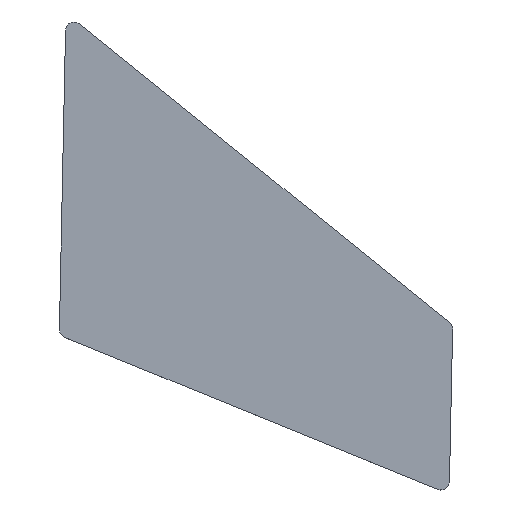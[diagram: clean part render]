
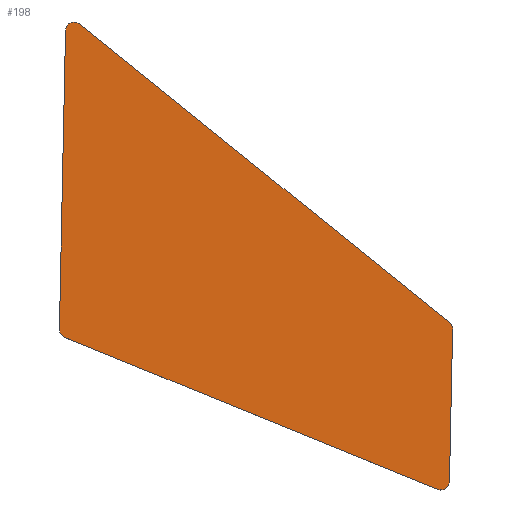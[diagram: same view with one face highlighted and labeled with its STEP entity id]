
A CAD part, top view. The second image highlights one B-rep face of the part: STEP entity #198.
In plain terms, the highlighted planar face has unit normal (0, 0, 1).
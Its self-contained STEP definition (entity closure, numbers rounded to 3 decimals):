
#4 = CIRCLE ( 'NONE', #280, 4. ) ;
#17 = VERTEX_POINT ( 'NONE', #119 ) ;
#22 = VECTOR ( 'NONE', #394, 1000. ) ;
#24 = EDGE_CURVE ( 'NONE', #186, #61, #154, .T. ) ;
#29 = DIRECTION ( 'NONE',  ( 0., 0., 1. ) ) ;
#37 = CIRCLE ( 'NONE', #355, 4. ) ;
#40 = EDGE_CURVE ( 'NONE', #228, #188, #60, .T. ) ;
#45 = DIRECTION ( 'NONE',  ( 0., 0., 1. ) ) ;
#60 = LINE ( 'NONE', #322, #156 ) ;
#61 = VERTEX_POINT ( 'NONE', #352 ) ;
#63 = CARTESIAN_POINT ( 'NONE',  ( -3.069, -150., 3. ) ) ;
#66 = ORIENTED_EDGE ( 'NONE', *, *, #158, .T. ) ;
#69 = DIRECTION ( 'NONE',  ( 0., 0., 1. ) ) ;
#70 = CARTESIAN_POINT ( 'NONE',  ( 180.026, -147.265, 3. ) ) ;
#85 = CARTESIAN_POINT ( 'NONE',  ( 6.344, -5.12, 3. ) ) ;
#91 = CARTESIAN_POINT ( 'NONE',  ( 174.576, -218.099, 3. ) ) ;
#106 = CARTESIAN_POINT ( 'NONE',  ( -0.523, -151.038, 3. ) ) ;
#112 = EDGE_CURVE ( 'NONE', #188, #267, #37, .T. ) ;
#119 = CARTESIAN_POINT ( 'NONE',  ( -0.167, -8.151, 3. ) ) ;
#123 = VERTEX_POINT ( 'NONE', #303 ) ;
#127 = CARTESIAN_POINT ( 'NONE',  ( 178.575, -218.18, 3. ) ) ;
#129 = AXIS2_PLACEMENT_3D ( 'NONE', #333, #69, #238 ) ;
#137 = DIRECTION ( 'NONE',  ( 0., 0., -1. ) ) ;
#153 = ORIENTED_EDGE ( 'NONE', *, *, #24, .T. ) ;
#154 = LINE ( 'NONE', #63, #230 ) ;
#156 = VECTOR ( 'NONE', #316, 1000. ) ;
#158 = EDGE_CURVE ( 'NONE', #123, #186, #218, .T. ) ;
#160 = DIRECTION ( 'NONE',  ( -0.778, 0.628, 0. ) ) ;
#165 = CIRCLE ( 'NONE', #382, 4. ) ;
#170 = ORIENTED_EDGE ( 'NONE', *, *, #278, .T. ) ;
#171 = PLANE ( 'NONE',  #253 ) ;
#173 = AXIS2_PLACEMENT_3D ( 'NONE', #266, #234, #363 ) ;
#179 = CARTESIAN_POINT ( 'NONE',  ( 178.538, -144.07, 3. ) ) ;
#186 = VERTEX_POINT ( 'NONE', #106 ) ;
#188 = VERTEX_POINT ( 'NONE', #70 ) ;
#194 = CARTESIAN_POINT ( 'NONE',  ( 0., 0., 3. ) ) ;
#197 = FACE_OUTER_BOUND ( 'NONE', #297, .T. ) ;
#198 = ADVANCED_FACE ( 'NONE', ( #197 ), #171, .F. ) ;
#204 = DIRECTION ( 'NONE',  ( -1., 0., 0. ) ) ;
#216 = DIRECTION ( 'NONE',  ( -1., 0., 0. ) ) ;
#218 = CIRCLE ( 'NONE', #173, 4. ) ;
#221 = DIRECTION ( 'NONE',  ( 0., 0., 1. ) ) ;
#222 = DIRECTION ( 'NONE',  ( 0.926, -0.377, 0. ) ) ;
#228 = VERTEX_POINT ( 'NONE', #127 ) ;
#230 = VECTOR ( 'NONE', #222, 1000. ) ;
#234 = DIRECTION ( 'NONE',  ( 0., 0., 1. ) ) ;
#238 = DIRECTION ( 'NONE',  ( -1., 0., 0. ) ) ;
#253 = AXIS2_PLACEMENT_3D ( 'NONE', #194, #137, #273 ) ;
#266 = CARTESIAN_POINT ( 'NONE',  ( 0.987, -147.334, 3. ) ) ;
#267 = VERTEX_POINT ( 'NONE', #179 ) ;
#273 = DIRECTION ( 'NONE',  ( -1., 0., 0. ) ) ;
#274 = ORIENTED_EDGE ( 'NONE', *, *, #351, .T. ) ;
#278 = EDGE_CURVE ( 'NONE', #372, #123, #165, .T. ) ;
#279 = DIRECTION ( 'NONE',  ( -1., 0., 0. ) ) ;
#280 = AXIS2_PLACEMENT_3D ( 'NONE', #91, #221, #216 ) ;
#290 = VERTEX_POINT ( 'NONE', #85 ) ;
#294 = EDGE_CURVE ( 'NONE', #61, #228, #4, .T. ) ;
#297 = EDGE_LOOP ( 'NONE', ( #274, #170, #66, #153, #305, #375, #378, #392, #364 ) ) ;
#300 = LINE ( 'NONE', #399, #377 ) ;
#303 = CARTESIAN_POINT ( 'NONE',  ( -3.013, -147.334, 3. ) ) ;
#305 = ORIENTED_EDGE ( 'NONE', *, *, #294, .T. ) ;
#316 = DIRECTION ( 'NONE',  ( 0.02, 1., 0. ) ) ;
#322 = CARTESIAN_POINT ( 'NONE',  ( 178.456, -224., 3. ) ) ;
#330 = CARTESIAN_POINT ( 'NONE',  ( 0., 0., 3. ) ) ;
#333 = CARTESIAN_POINT ( 'NONE',  ( 3.832, -8.232, 3. ) ) ;
#337 = CARTESIAN_POINT ( 'NONE',  ( 176.026, -147.183, 3. ) ) ;
#338 = CIRCLE ( 'NONE', #129, 4. ) ;
#351 = EDGE_CURVE ( 'NONE', #17, #372, #397, .T. ) ;
#352 = CARTESIAN_POINT ( 'NONE',  ( 173.066, -221.803, 3. ) ) ;
#354 = EDGE_CURVE ( 'NONE', #290, #17, #338, .T. ) ;
#355 = AXIS2_PLACEMENT_3D ( 'NONE', #337, #45, #204 ) ;
#361 = EDGE_CURVE ( 'NONE', #267, #290, #300, .T. ) ;
#363 = DIRECTION ( 'NONE',  ( -1., 0., 0. ) ) ;
#364 = ORIENTED_EDGE ( 'NONE', *, *, #354, .T. ) ;
#368 = CARTESIAN_POINT ( 'NONE',  ( -3.012, -147.252, 3. ) ) ;
#372 = VERTEX_POINT ( 'NONE', #368 ) ;
#375 = ORIENTED_EDGE ( 'NONE', *, *, #40, .T. ) ;
#377 = VECTOR ( 'NONE', #160, 1000. ) ;
#378 = ORIENTED_EDGE ( 'NONE', *, *, #112, .T. ) ;
#382 = AXIS2_PLACEMENT_3D ( 'NONE', #383, #29, #279 ) ;
#383 = CARTESIAN_POINT ( 'NONE',  ( 0.987, -147.334, 3. ) ) ;
#392 = ORIENTED_EDGE ( 'NONE', *, *, #361, .T. ) ;
#394 = DIRECTION ( 'NONE',  ( -0.02, -1., 0. ) ) ;
#397 = LINE ( 'NONE', #330, #22 ) ;
#399 = CARTESIAN_POINT ( 'NONE',  ( 180.066, -145.303, 3. ) ) ;
